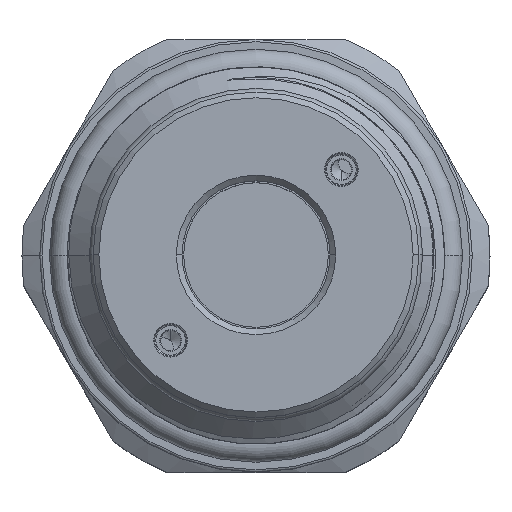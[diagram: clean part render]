
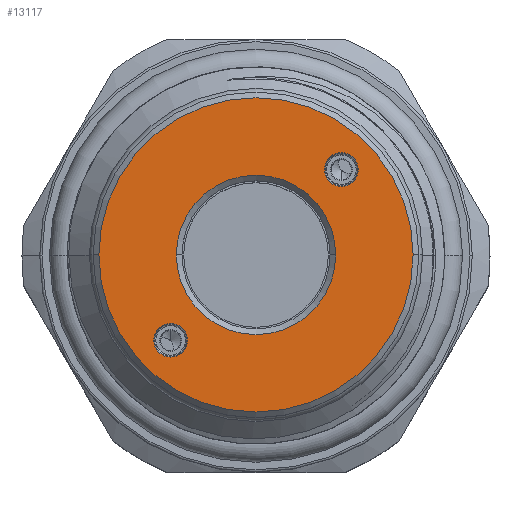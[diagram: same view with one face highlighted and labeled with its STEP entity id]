
A CAD part, top view. The second image highlights one B-rep face of the part: STEP entity #13117.
In plain terms, the highlighted planar face has unit normal (0, 0, 1).
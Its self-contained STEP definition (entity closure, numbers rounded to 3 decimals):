
#59 = VERTEX_POINT ( 'NONE', #6325 ) ;
#131 = DIRECTION ( 'NONE',  ( 0., 1., 0. ) ) ;
#196 = EDGE_LOOP ( 'NONE', ( #10604, #3125 ) ) ;
#358 = CARTESIAN_POINT ( 'NONE',  ( -7.495, -6.015, 0. ) ) ;
#466 = CIRCLE ( 'NONE', #6426, 7. ) ;
#660 = EDGE_LOOP ( 'NONE', ( #12252, #2133 ) ) ;
#746 = DIRECTION ( 'NONE',  ( 0., 0., -1. ) ) ;
#748 = DIRECTION ( 'NONE',  ( 0., 0., 1. ) ) ;
#796 = PLANE ( 'NONE',  #7807 ) ;
#801 = ORIENTED_EDGE ( 'NONE', *, *, #1758, .T. ) ;
#887 = CARTESIAN_POINT ( 'NONE',  ( 0., 0., 0. ) ) ;
#970 = VERTEX_POINT ( 'NONE', #5029 ) ;
#1226 = CARTESIAN_POINT ( 'NONE',  ( 0., 0., 0. ) ) ;
#1456 = AXIS2_PLACEMENT_3D ( 'NONE', #14133, #11825, #10889 ) ;
#1609 = EDGE_CURVE ( 'NONE', #2498, #8935, #4950, .T. ) ;
#1758 = EDGE_CURVE ( 'NONE', #4686, #970, #9782, .T. ) ;
#1810 = EDGE_LOOP ( 'NONE', ( #801, #2481 ) ) ;
#1874 = CARTESIAN_POINT ( 'NONE',  ( -7.495, -8.976, 0. ) ) ;
#1991 = DIRECTION ( 'NONE',  ( 1., 0., 0. ) ) ;
#2055 = DIRECTION ( 'NONE',  ( 0., 1., 0. ) ) ;
#2133 = ORIENTED_EDGE ( 'NONE', *, *, #9499, .T. ) ;
#2242 = CARTESIAN_POINT ( 'NONE',  ( 7.495, 7.495, 0. ) ) ;
#2316 = FACE_BOUND ( 'NONE', #196, .T. ) ;
#2481 = ORIENTED_EDGE ( 'NONE', *, *, #9045, .T. ) ;
#2498 = VERTEX_POINT ( 'NONE', #7050 ) ;
#2595 = CARTESIAN_POINT ( 'NONE',  ( 7.495, 7.495, 0. ) ) ;
#2748 = DIRECTION ( 'NONE',  ( 0., -1., 0. ) ) ;
#2916 = AXIS2_PLACEMENT_3D ( 'NONE', #9434, #748, #13788 ) ;
#3125 = ORIENTED_EDGE ( 'NONE', *, *, #1609, .T. ) ;
#3148 = CARTESIAN_POINT ( 'NONE',  ( -13.8, 0., 0. ) ) ;
#3328 = DIRECTION ( 'NONE',  ( 0., 0., -1. ) ) ;
#3383 = AXIS2_PLACEMENT_3D ( 'NONE', #4110, #5219, #1991 ) ;
#3560 = DIRECTION ( 'NONE',  ( 0., 0., 1. ) ) ;
#4110 = CARTESIAN_POINT ( 'NONE',  ( 0., 0., 0. ) ) ;
#4361 = EDGE_CURVE ( 'NONE', #13092, #59, #13308, .T. ) ;
#4567 = DIRECTION ( 'NONE',  ( 1., 0., 0. ) ) ;
#4686 = VERTEX_POINT ( 'NONE', #3148 ) ;
#4950 = CIRCLE ( 'NONE', #10572, 1.48 ) ;
#5029 = CARTESIAN_POINT ( 'NONE',  ( 13.8, 0., 0. ) ) ;
#5111 = EDGE_CURVE ( 'NONE', #11882, #6029, #5738, .T. ) ;
#5144 = DIRECTION ( 'NONE',  ( 1., 0., 0. ) ) ;
#5219 = DIRECTION ( 'NONE',  ( 0., 0., -1. ) ) ;
#5738 = CIRCLE ( 'NONE', #10785, 1.48 ) ;
#5901 = CIRCLE ( 'NONE', #1456, 1.48 ) ;
#6029 = VERTEX_POINT ( 'NONE', #1874 ) ;
#6082 = EDGE_CURVE ( 'NONE', #8935, #2498, #12040, .T. ) ;
#6112 = CARTESIAN_POINT ( 'NONE',  ( -7.495, -7.495, 0. ) ) ;
#6325 = CARTESIAN_POINT ( 'NONE',  ( -7., 0., 0. ) ) ;
#6426 = AXIS2_PLACEMENT_3D ( 'NONE', #1226, #3328, #13226 ) ;
#6653 = DIRECTION ( 'NONE',  ( 0., 0., -1. ) ) ;
#7050 = CARTESIAN_POINT ( 'NONE',  ( 7.495, 8.976, 0. ) ) ;
#7347 = CARTESIAN_POINT ( 'NONE',  ( 7., 0., 0. ) ) ;
#7779 = ORIENTED_EDGE ( 'NONE', *, *, #4361, .T. ) ;
#7807 = AXIS2_PLACEMENT_3D ( 'NONE', #887, #8427, #5144 ) ;
#7949 = AXIS2_PLACEMENT_3D ( 'NONE', #10212, #3560, #4567 ) ;
#8427 = DIRECTION ( 'NONE',  ( 0., 0., 1. ) ) ;
#8925 = CARTESIAN_POINT ( 'NONE',  ( 7.495, 6.015, 0. ) ) ;
#8935 = VERTEX_POINT ( 'NONE', #8925 ) ;
#9018 = FACE_OUTER_BOUND ( 'NONE', #1810, .T. ) ;
#9045 = EDGE_CURVE ( 'NONE', #970, #4686, #12777, .T. ) ;
#9434 = CARTESIAN_POINT ( 'NONE',  ( 0., 0., 0. ) ) ;
#9499 = EDGE_CURVE ( 'NONE', #6029, #11882, #5901, .T. ) ;
#9782 = CIRCLE ( 'NONE', #2916, 13.8 ) ;
#10212 = CARTESIAN_POINT ( 'NONE',  ( 0., 0., 0. ) ) ;
#10572 = AXIS2_PLACEMENT_3D ( 'NONE', #2595, #13652, #2055 ) ;
#10604 = ORIENTED_EDGE ( 'NONE', *, *, #6082, .T. ) ;
#10785 = AXIS2_PLACEMENT_3D ( 'NONE', #6112, #746, #2748 ) ;
#10889 = DIRECTION ( 'NONE',  ( 0., -1., 0. ) ) ;
#10901 = FACE_BOUND ( 'NONE', #12805, .T. ) ;
#11147 = AXIS2_PLACEMENT_3D ( 'NONE', #2242, #6653, #131 ) ;
#11825 = DIRECTION ( 'NONE',  ( 0., 0., -1. ) ) ;
#11882 = VERTEX_POINT ( 'NONE', #358 ) ;
#11901 = FACE_BOUND ( 'NONE', #660, .T. ) ;
#11980 = ORIENTED_EDGE ( 'NONE', *, *, #13865, .T. ) ;
#12040 = CIRCLE ( 'NONE', #11147, 1.48 ) ;
#12252 = ORIENTED_EDGE ( 'NONE', *, *, #5111, .T. ) ;
#12777 = CIRCLE ( 'NONE', #7949, 13.8 ) ;
#12805 = EDGE_LOOP ( 'NONE', ( #7779, #11980 ) ) ;
#13092 = VERTEX_POINT ( 'NONE', #7347 ) ;
#13117 = ADVANCED_FACE ( 'NONE', ( #2316, #10901, #9018, #11901 ), #796, .T. ) ;
#13226 = DIRECTION ( 'NONE',  ( 1., 0., 0. ) ) ;
#13308 = CIRCLE ( 'NONE', #3383, 7. ) ;
#13652 = DIRECTION ( 'NONE',  ( 0., 0., -1. ) ) ;
#13788 = DIRECTION ( 'NONE',  ( 1., 0., 0. ) ) ;
#13865 = EDGE_CURVE ( 'NONE', #59, #13092, #466, .T. ) ;
#14133 = CARTESIAN_POINT ( 'NONE',  ( -7.495, -7.495, 0. ) ) ;
